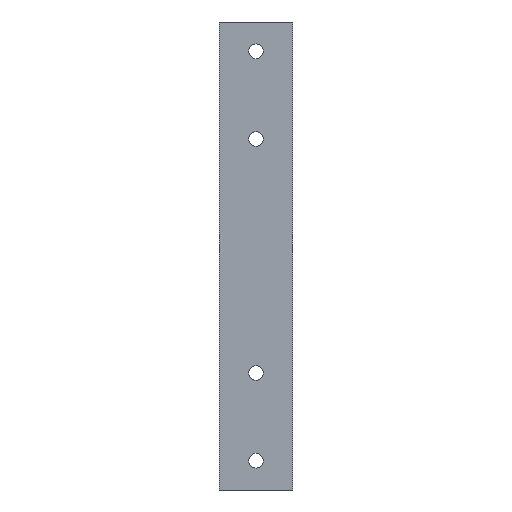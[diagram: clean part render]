
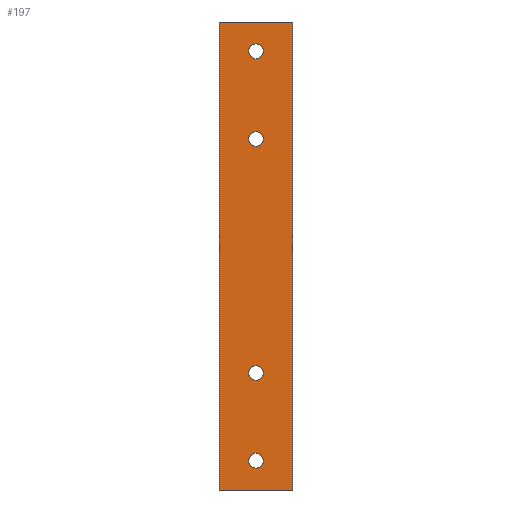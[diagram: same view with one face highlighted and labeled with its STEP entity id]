
A CAD part, front view. The second image highlights one B-rep face of the part: STEP entity #197.
In plain terms, the highlighted planar face has unit normal (0, -1, 0).
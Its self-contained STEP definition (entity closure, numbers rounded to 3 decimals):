
#15=FACE_BOUND('',#48,.T.);
#16=FACE_BOUND('',#49,.T.);
#17=FACE_BOUND('',#50,.T.);
#18=FACE_BOUND('',#51,.T.);
#27=PLANE('',#229);
#37=FACE_OUTER_BOUND('',#47,.T.);
#47=EDGE_LOOP('',(#169,#170,#171,#172));
#48=EDGE_LOOP('',(#173));
#49=EDGE_LOOP('',(#174));
#50=EDGE_LOOP('',(#175));
#51=EDGE_LOOP('',(#176));
#61=LINE('',#313,#77);
#65=LINE('',#321,#81);
#68=LINE('',#327,#84);
#71=LINE('',#332,#87);
#77=VECTOR('',#263,10.);
#81=VECTOR('',#269,10.);
#84=VECTOR('',#274,10.);
#87=VECTOR('',#279,10.);
#89=CIRCLE('',#214,5.);
#91=CIRCLE('',#217,5.);
#93=CIRCLE('',#220,5.);
#95=CIRCLE('',#223,5.);
#97=VERTEX_POINT('',#287);
#99=VERTEX_POINT('',#293);
#101=VERTEX_POINT('',#299);
#103=VERTEX_POINT('',#305);
#105=VERTEX_POINT('',#311);
#106=VERTEX_POINT('',#312);
#109=VERTEX_POINT('',#320);
#111=VERTEX_POINT('',#326);
#113=EDGE_CURVE('',#97,#97,#89,.T.);
#116=EDGE_CURVE('',#99,#99,#91,.T.);
#119=EDGE_CURVE('',#101,#101,#93,.T.);
#122=EDGE_CURVE('',#103,#103,#95,.T.);
#125=EDGE_CURVE('',#105,#106,#61,.T.);
#129=EDGE_CURVE('',#106,#109,#65,.T.);
#132=EDGE_CURVE('',#109,#111,#68,.T.);
#135=EDGE_CURVE('',#111,#105,#71,.T.);
#169=ORIENTED_EDGE('',*,*,#135,.T.);
#170=ORIENTED_EDGE('',*,*,#125,.T.);
#171=ORIENTED_EDGE('',*,*,#129,.T.);
#172=ORIENTED_EDGE('',*,*,#132,.T.);
#173=ORIENTED_EDGE('',*,*,#113,.T.);
#174=ORIENTED_EDGE('',*,*,#116,.T.);
#175=ORIENTED_EDGE('',*,*,#119,.T.);
#176=ORIENTED_EDGE('',*,*,#122,.T.);
#197=ADVANCED_FACE('',(#37,#15,#16,#17,#18),#27,.T.);
#214=AXIS2_PLACEMENT_3D('',#288,#235,#236);
#217=AXIS2_PLACEMENT_3D('',#294,#242,#243);
#220=AXIS2_PLACEMENT_3D('',#300,#249,#250);
#223=AXIS2_PLACEMENT_3D('',#306,#256,#257);
#229=AXIS2_PLACEMENT_3D('',#334,#281,#282);
#235=DIRECTION('center_axis',(0.,1.,0.));
#236=DIRECTION('ref_axis',(1.,0.,0.));
#242=DIRECTION('center_axis',(0.,1.,0.));
#243=DIRECTION('ref_axis',(1.,0.,0.));
#249=DIRECTION('center_axis',(0.,1.,0.));
#250=DIRECTION('ref_axis',(1.,0.,0.));
#256=DIRECTION('center_axis',(0.,1.,0.));
#257=DIRECTION('ref_axis',(1.,0.,0.));
#263=DIRECTION('',(-1.,0.,0.));
#269=DIRECTION('',(0.,0.,-1.));
#274=DIRECTION('',(1.,0.,0.));
#279=DIRECTION('',(0.,0.,1.));
#281=DIRECTION('center_axis',(0.,-1.,0.));
#282=DIRECTION('ref_axis',(1.,0.,0.));
#287=CARTESIAN_POINT('',(375.563,-410.,270.));
#288=CARTESIAN_POINT('Origin',(380.563,-410.,270.));
#293=CARTESIAN_POINT('',(375.563,-410.,110.));
#294=CARTESIAN_POINT('Origin',(380.563,-410.,110.));
#299=CARTESIAN_POINT('',(375.563,-410.,330.));
#300=CARTESIAN_POINT('Origin',(380.563,-410.,330.));
#305=CARTESIAN_POINT('',(375.563,-410.,50.));
#306=CARTESIAN_POINT('Origin',(380.563,-410.,50.));
#311=CARTESIAN_POINT('',(405.563,-410.,350.));
#312=CARTESIAN_POINT('',(355.563,-410.,350.));
#313=CARTESIAN_POINT('',(405.563,-410.,350.));
#320=CARTESIAN_POINT('',(355.563,-410.,30.));
#321=CARTESIAN_POINT('',(355.563,-410.,350.));
#326=CARTESIAN_POINT('',(405.563,-410.,30.));
#327=CARTESIAN_POINT('',(355.563,-410.,30.));
#332=CARTESIAN_POINT('',(405.563,-410.,30.));
#334=CARTESIAN_POINT('Origin',(380.563,-410.,190.));
